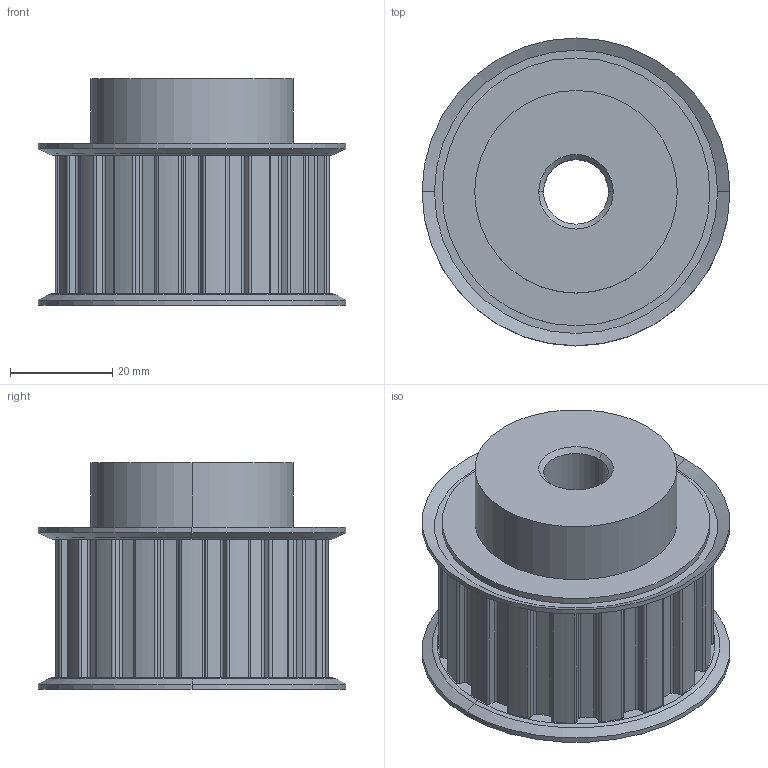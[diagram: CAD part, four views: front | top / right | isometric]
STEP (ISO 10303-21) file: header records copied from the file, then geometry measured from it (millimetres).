
FILE_DESCRIPTION (( 'STEP AP214' ), '1' );
FILE_NAME ('SPB18L100BF-500.STEP', '2015-12-10T15:15:16', ( '' ), ( '' ), 'SwSTEP 2.0', 'SolidWorks 2015', '' );
FILE_SCHEMA (( 'AUTOMOTIVE_DESIGN' ));
Length unit declared in the file: inch
Products named in the file (1): SPB18L100BF-500
Bounding box: 60.33 x 60.33 x 44.45 mm (x, y, z)
Volume: 79575 mm3; surface area: 16864.2 mm2
Topology: 1 solids, 1 shells, 192 faces, 539 edges, 354 vertices
Faces by surface type: cylinder 115, plane 61, cone 12, torus 4
Entity records: 6329 total; most frequent: DIRECTION 1175, CARTESIAN_POINT 1086, ORIENTED_EDGE 1078, EDGE_CURVE 539, AXIS2_PLACEMENT_3D 443, VERTEX_POINT 354, LINE 289, VECTOR 289
